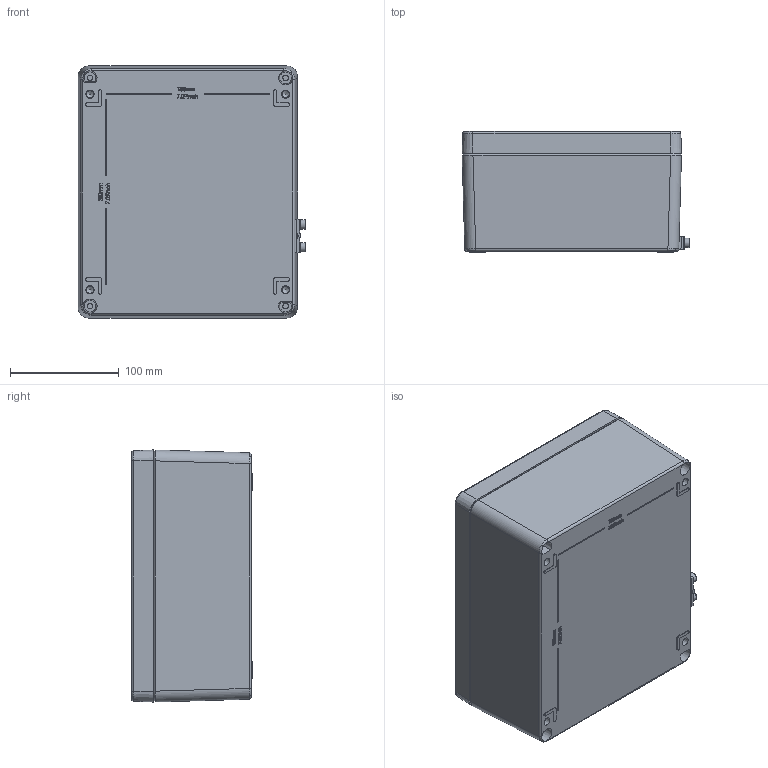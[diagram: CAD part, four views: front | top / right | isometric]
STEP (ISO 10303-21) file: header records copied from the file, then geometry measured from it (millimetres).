
FILE_DESCRIPTION(/* description */ (''),/* implementation_level */ '2;1');
FILE_NAME(/* name */ '15202311000-RST.stp',/* time_stamp */ '2021-09-08T10:55:45+02:00',/* author */ ('sl'),/* organization */ (''),/* preprocessor_version */ 'ST-DEVELOPER v16.5',/* originating_system */ 'Autodesk Inventor 2017',/* authorisation */ '');
FILE_SCHEMA (('AUTOMOTIVE_DESIGN { 1 0 10303 214 3 1 1 }'));
Products named in the file (12): Alu-Ex-Gehäuse-25-BG-0001-15_202311_000; SchraubeM6x25-10; Deckel-Alu-Ex-Gehäuse-25-BG-0002-15_202311_000; Deckel-Alu-Ex-Gehäuse-25-BT-0001-15_202311_000; Dichtlippe-Alu-Ex-Gehäuse-25-BT-0003-15_202311_000; UT-Alu-Ex-Gehäuse-25-BG-0003-15_202311_000; UT-Alu-Ex-Gehäuse-25-BT-0002-15_202311_000; Dop-Erdungsschraube1; Dop-Erdungsschraube-Teil1; Dop-Erdungsschraube-Teil6; Dop-Erdungsschraube-Teil5; Dop-Erdungsschraube-Teil7
Assembly tree (16 placements, depth 4):
  Alu-Ex-Gehäuse-25-BG-0001-15_202311_000
    SchraubeM6x25-10  x4
    Deckel-Alu-Ex-Gehäuse-25-BG-0002-15_202311_000
      Deckel-Alu-Ex-Gehäuse-25-BT-0001-15_202311_000
      Dichtlippe-Alu-Ex-Gehäuse-25-BT-0003-15_202311_000
    UT-Alu-Ex-Gehäuse-25-BG-0003-15_202311_000
      UT-Alu-Ex-Gehäuse-25-BT-0002-15_202311_000
      Dop-Erdungsschraube1
        Dop-Erdungsschraube-Teil1
        Dop-Erdungsschraube-Teil5  x2
        Dop-Erdungsschraube-Teil6
        Dop-Erdungsschraube-Teil7  x2
Bounding box: 209.73 x 111 x 232 mm (x, y, z)
Volume: 952806.9 mm3; surface area: 406110.4 mm2
Topology: 13 solids, 13 shells, 1376 faces, 3332 edges, 2117 vertices
Faces by surface type: plane 626, bspline 302, cylinder 226, cone 131, torus 84, sphere 7
Full cylindrical faces by diameter (mm): 1.8 x1, 1.9 x1, 5 x14, 5.3 x4, 5.95 x5, 6 x4, 6.15 x5, 6.5 x5, 8.5 x2, 10 x6
Entity records: 54891 total; most frequent: CARTESIAN_POINT 27267, ORIENTED_EDGE 5774, DIRECTION 4941, EDGE_CURVE 2887, VERTEX_POINT 1921, AXIS2_PLACEMENT_3D 1672, LINE 1597, VECTOR 1597
